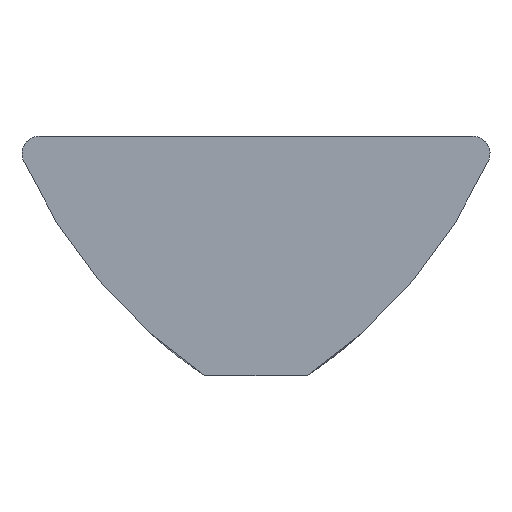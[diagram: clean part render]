
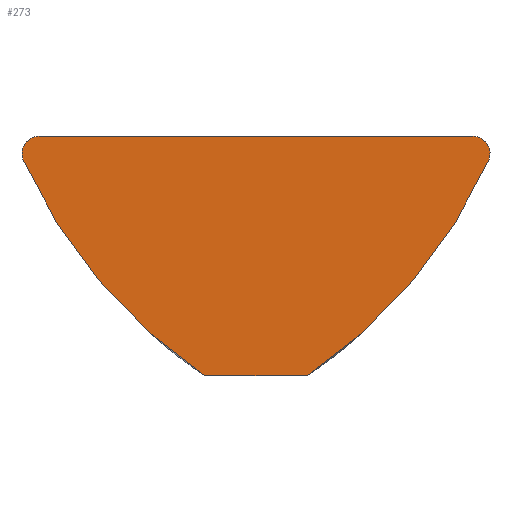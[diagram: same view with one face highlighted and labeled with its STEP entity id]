
A CAD part, left-side view. The second image highlights one B-rep face of the part: STEP entity #273.
In plain terms, the highlighted planar face has unit normal (-1, 0, 0).
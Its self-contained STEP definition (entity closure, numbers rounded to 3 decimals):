
#54=PLANE('',#293);
#71=CIRCLE('',#294,0.5);
#72=CIRCLE('',#295,15.);
#73=CIRCLE('',#296,15.);
#74=CIRCLE('',#297,0.5);
#91=VERTEX_POINT('',#448);
#92=VERTEX_POINT('',#449);
#93=VERTEX_POINT('',#451);
#94=VERTEX_POINT('',#453);
#95=VERTEX_POINT('',#455);
#96=VERTEX_POINT('',#457);
#106=VECTOR('',#334,1.);
#107=VECTOR('',#339,1.);
#122=LINE('',#447,#106);
#123=LINE('',#454,#107);
#148=EDGE_CURVE('',#91,#92,#122,.F.);
#149=EDGE_CURVE('',#93,#91,#71,.T.);
#150=EDGE_CURVE('',#94,#93,#72,.T.);
#151=EDGE_CURVE('',#95,#94,#123,.F.);
#152=EDGE_CURVE('',#96,#95,#73,.T.);
#153=EDGE_CURVE('',#92,#96,#74,.T.);
#185=ORIENTED_EDGE('',*,*,#148,.F.);
#186=ORIENTED_EDGE('',*,*,#149,.F.);
#187=ORIENTED_EDGE('',*,*,#150,.F.);
#188=ORIENTED_EDGE('',*,*,#151,.F.);
#189=ORIENTED_EDGE('',*,*,#152,.F.);
#190=ORIENTED_EDGE('',*,*,#153,.F.);
#245=EDGE_LOOP('',(#185,#186,#187,#188,#189,#190));
#259=FACE_BOUND('',#245,.T.);
#273=ADVANCED_FACE('',(#259),#54,.F.);
#293=AXIS2_PLACEMENT_3D('',#446,#333,$);
#294=AXIS2_PLACEMENT_3D('',#450,#335,#336);
#295=AXIS2_PLACEMENT_3D('',#452,#337,#338);
#296=AXIS2_PLACEMENT_3D('',#456,#340,#341);
#297=AXIS2_PLACEMENT_3D('',#458,#342,#343);
#333=DIRECTION('',(1.,0.,0.));
#334=DIRECTION('',(0.,1.,0.));
#335=DIRECTION('',(1.,0.,0.));
#336=DIRECTION('',(0.,0.,0.5));
#337=DIRECTION('',(1.,0.,0.));
#338=DIRECTION('',(0.,0.,15.));
#339=DIRECTION('',(0.,-1.,0.));
#340=DIRECTION('',(1.,0.,0.));
#341=DIRECTION('',(0.,0.,15.));
#342=DIRECTION('',(1.,0.,0.));
#343=DIRECTION('',(0.,0.,0.5));
#446=CARTESIAN_POINT('',(-18.,-6.35,-0.5));
#447=CARTESIAN_POINT('',(-18.,0.,0.));
#448=CARTESIAN_POINT('',(-18.,6.35,0.));
#449=CARTESIAN_POINT('',(-18.,-6.35,0.));
#450=CARTESIAN_POINT('',(-18.,6.35,-0.5));
#451=CARTESIAN_POINT('',(-18.,6.806,-0.705));
#452=CARTESIAN_POINT('',(-18.,-6.876,5.444));
#453=CARTESIAN_POINT('',(-18.,1.5,-7.));
#454=CARTESIAN_POINT('',(-18.,-3.925,-7.));
#455=CARTESIAN_POINT('',(-18.,-1.5,-7.));
#456=CARTESIAN_POINT('',(-18.,6.876,5.444));
#457=CARTESIAN_POINT('',(-18.,-6.806,-0.705));
#458=CARTESIAN_POINT('',(-18.,-6.35,-0.5));
